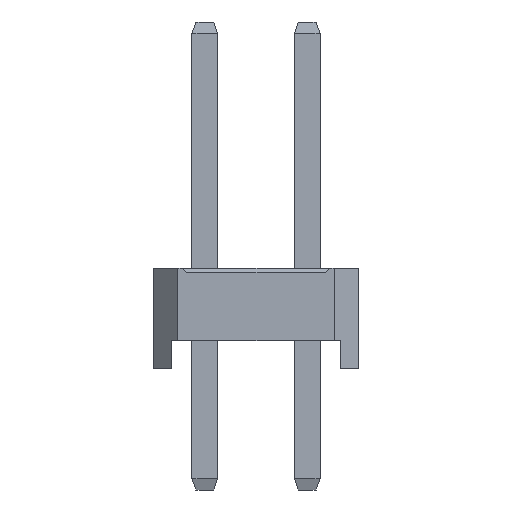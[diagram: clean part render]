
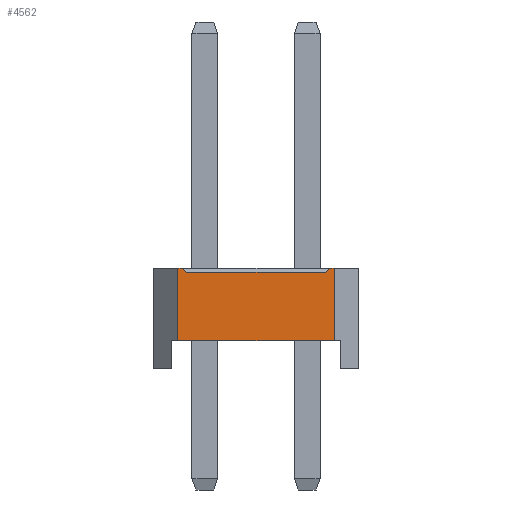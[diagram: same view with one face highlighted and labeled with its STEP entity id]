
A CAD part, left-side view. The second image highlights one B-rep face of the part: STEP entity #4562.
In plain terms, the highlighted planar face has unit normal (-1, 0, 0).
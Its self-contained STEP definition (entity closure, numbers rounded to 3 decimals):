
#4562=ADVANCED_FACE('',(#18629),#18631,.T.);
#18629=FACE_BOUND('',#18630,.T.);
#18630=EDGE_LOOP('',(#29627,#29628,#29629,#29630,#29631,#29632,#29633,#29634));
#18631=PLANE('',#18632);
#18632=AXIS2_PLACEMENT_3D('',#18633,#18634,#18635);
#18633=CARTESIAN_POINT('',(-1.27,3.21,0.));
#18634=DIRECTION('',(-1.,0.,0.));
#18635=DIRECTION('',(0.,-1.,0.));
#29627=ORIENTED_EDGE('',*,*,#36472,.F.);
#29628=ORIENTED_EDGE('',*,*,#36473,.T.);
#29629=ORIENTED_EDGE('',*,*,#36474,.F.);
#29630=ORIENTED_EDGE('',*,*,#34987,.F.);
#29631=ORIENTED_EDGE('',*,*,#36475,.F.);
#29632=ORIENTED_EDGE('',*,*,#34442,.T.);
#29633=ORIENTED_EDGE('',*,*,#36471,.T.);
#29634=ORIENTED_EDGE('',*,*,#34991,.F.);
#34442=EDGE_CURVE('',#38368,#38366,#38369,.T.);
#34987=EDGE_CURVE('',#39456,#39458,#39459,.T.);
#34991=EDGE_CURVE('',#39464,#39466,#39467,.T.);
#36471=EDGE_CURVE('',#38366,#39466,#41925,.T.);
#36472=EDGE_CURVE('',#41926,#39464,#41927,.F.);
#36473=EDGE_CURVE('',#41926,#41928,#41929,.T.);
#36474=EDGE_CURVE('',#39458,#41928,#41930,.F.);
#36475=EDGE_CURVE('',#38368,#39456,#41931,.T.);
#38366=VERTEX_POINT('',#44736);
#38368=VERTEX_POINT('',#44740);
#38369=LINE('',#44741,#44742);
#39456=VERTEX_POINT('',#46916);
#39458=VERTEX_POINT('',#46920);
#39459=LINE('',#46921,#46922);
#39464=VERTEX_POINT('',#46932);
#39466=VERTEX_POINT('',#46936);
#39467=LINE('',#46937,#46938);
#41925=LINE('',#52355,#52356);
#41926=VERTEX_POINT('',#52358);
#41927=LINE('',#52359,#52360);
#41928=VERTEX_POINT('',#52362);
#41929=LINE('',#52363,#52364);
#41930=LINE('',#52366,#52367);
#41931=LINE('',#52369,#52370);
#44736=CARTESIAN_POINT('',(-1.27,-0.67,0.7));
#44740=CARTESIAN_POINT('',(-1.27,3.21,0.7));
#44741=CARTESIAN_POINT('',(-1.27,3.21,0.7));
#44742=VECTOR('',#44743,1.);
#44743=DIRECTION('',(0.,-1.,0.));
#46916=CARTESIAN_POINT('',(-1.27,3.21,2.5));
#46920=CARTESIAN_POINT('',(-1.27,3.09,2.5));
#46921=CARTESIAN_POINT('',(-1.27,3.21,2.5));
#46922=VECTOR('',#46923,1.);
#46923=DIRECTION('',(0.,-1.,0.));
#46932=CARTESIAN_POINT('',(-1.27,-0.55,2.5));
#46936=CARTESIAN_POINT('',(-1.27,-0.67,2.5));
#46937=CARTESIAN_POINT('',(-1.27,-0.55,2.5));
#46938=VECTOR('',#46939,1.);
#46939=DIRECTION('',(0.,-1.,0.));
#52355=CARTESIAN_POINT('',(-1.27,-0.67,0.7));
#52356=VECTOR('',#52357,1.);
#52357=DIRECTION('',(0.,0.,1.));
#52358=CARTESIAN_POINT('',(-1.27,-0.45,2.4));
#52359=CARTESIAN_POINT('',(-1.27,-0.55,2.5));
#52360=VECTOR('',#52361,1.);
#52361=DIRECTION('',(0.,0.707,-0.707));
#52362=CARTESIAN_POINT('',(-1.27,2.99,2.4));
#52363=CARTESIAN_POINT('',(-1.27,-0.45,2.4));
#52364=VECTOR('',#52365,1.);
#52365=DIRECTION('',(0.,1.,0.));
#52366=CARTESIAN_POINT('',(-1.27,2.99,2.4));
#52367=VECTOR('',#52368,1.);
#52368=DIRECTION('',(0.,0.707,0.707));
#52369=CARTESIAN_POINT('',(-1.27,3.21,0.7));
#52370=VECTOR('',#52371,1.);
#52371=DIRECTION('',(0.,0.,1.));
